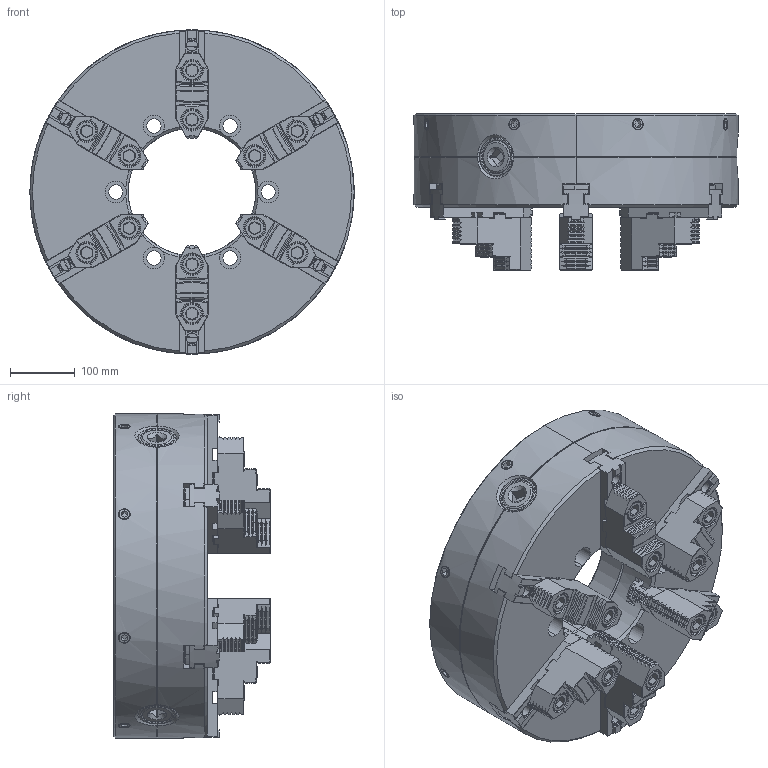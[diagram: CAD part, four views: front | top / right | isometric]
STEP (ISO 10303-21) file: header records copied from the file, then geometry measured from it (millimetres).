
FILE_DESCRIPTION (( 'STEP AP203' ), '1' );
FILE_NAME ('1-103-2000.STEP', '2024-01-10T02:37:54', ( '' ), ( '' ), 'SwSTEP 2.0', 'SolidWorks 2021', '' );
FILE_SCHEMA (( 'CONFIG_CONTROL_DESIGN' ));
Length unit declared in the file: millimetre
Products named in the file (3): A-Jaw; 1-103-2000; part-z
Assembly tree (7 placements, depth 2):
  1-103-2000
    part-z
    A-Jaw  x6
Bounding box: 500 x 240.72 x 500 mm (x, y, z)
Surface area: 1347252.7 mm2 (no closed solid volume)
Topology: 0 solids, 53 shells, 3417 faces, 10102 edges, 6698 vertices
Faces by surface type: plane 1574, cylinder 955, cone 834, torus 48, bspline 6
Entity records: 33192 total; most frequent: CARTESIAN_POINT 8946, ORIENTED_EDGE 4960, DIRECTION 4869, EDGE_CURVE 2632, AXIS2_PLACEMENT_3D 1748, VERTEX_POINT 1733, LINE 1373, VECTOR 1373
